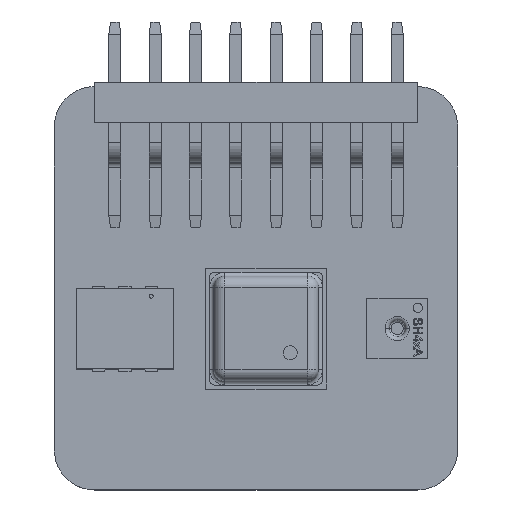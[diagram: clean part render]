
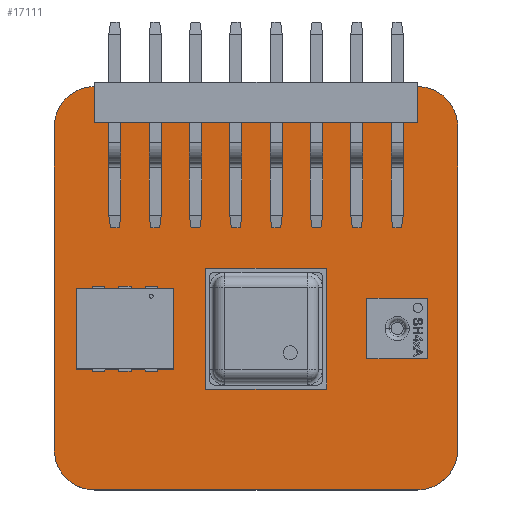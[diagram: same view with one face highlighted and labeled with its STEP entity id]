
A CAD part, top view. The second image highlights one B-rep face of the part: STEP entity #17111.
In plain terms, the highlighted planar face has unit normal (0, 0, 1).
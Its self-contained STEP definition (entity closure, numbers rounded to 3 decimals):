
#16718 = VERTEX_POINT('',#16719);
#16719 = CARTESIAN_POINT('',(9.,10.,1.6));
#16725 = EDGE_CURVE('',#16718,#16726,#16728,.T.);
#16726 = VERTEX_POINT('',#16727);
#16727 = CARTESIAN_POINT('',(9.998,9.098,1.6));
#16728 = CIRCLE('',#16729,0.998);
#16729 = AXIS2_PLACEMENT_3D('',#16730,#16731,#16732);
#16730 = CARTESIAN_POINT('',(9.004,9.002,1.6));
#16731 = DIRECTION('',(0.,0.,-1.));
#16732 = DIRECTION('',(-0.004,1.,0.));
#16758 = EDGE_CURVE('',#16726,#16759,#16761,.T.);
#16759 = VERTEX_POINT('',#16760);
#16760 = CARTESIAN_POINT('',(10.,9.,1.6));
#16761 = LINE('',#16762,#16763);
#16762 = CARTESIAN_POINT('',(9.998,9.098,1.6));
#16763 = VECTOR('',#16764,1.);
#16764 = DIRECTION('',(0.024,-1.,0.));
#16789 = EDGE_CURVE('',#16759,#16790,#16792,.T.);
#16790 = VERTEX_POINT('',#16791);
#16791 = CARTESIAN_POINT('',(10.,1.,1.6));
#16792 = LINE('',#16793,#16794);
#16793 = CARTESIAN_POINT('',(10.,9.,1.6));
#16794 = VECTOR('',#16795,1.);
#16795 = DIRECTION('',(0.,-1.,0.));
#16820 = EDGE_CURVE('',#16790,#16821,#16823,.T.);
#16821 = VERTEX_POINT('',#16822);
#16822 = CARTESIAN_POINT('',(9.098,0.002,1.6));
#16823 = CIRCLE('',#16824,0.998);
#16824 = AXIS2_PLACEMENT_3D('',#16825,#16826,#16827);
#16825 = CARTESIAN_POINT('',(9.002,0.996,1.6));
#16826 = DIRECTION('',(0.,0.,-1.));
#16827 = DIRECTION('',(1.,0.004,0.));
#16853 = EDGE_CURVE('',#16821,#16854,#16856,.T.);
#16854 = VERTEX_POINT('',#16855);
#16855 = CARTESIAN_POINT('',(9.,0.,1.6));
#16856 = LINE('',#16857,#16858);
#16857 = CARTESIAN_POINT('',(9.098,0.002,1.6));
#16858 = VECTOR('',#16859,1.);
#16859 = DIRECTION('',(-1.,-0.024,0.));
#16884 = EDGE_CURVE('',#16854,#16885,#16887,.T.);
#16885 = VERTEX_POINT('',#16886);
#16886 = CARTESIAN_POINT('',(1.,0.,1.6));
#16887 = LINE('',#16888,#16889);
#16888 = CARTESIAN_POINT('',(9.,0.,1.6));
#16889 = VECTOR('',#16890,1.);
#16890 = DIRECTION('',(-1.,0.,0.));
#16915 = EDGE_CURVE('',#16885,#16916,#16918,.T.);
#16916 = VERTEX_POINT('',#16917);
#16917 = CARTESIAN_POINT('',(0.002,0.902,1.6));
#16918 = CIRCLE('',#16919,0.998);
#16919 = AXIS2_PLACEMENT_3D('',#16920,#16921,#16922);
#16920 = CARTESIAN_POINT('',(0.996,0.998,1.6));
#16921 = DIRECTION('',(0.,0.,-1.));
#16922 = DIRECTION('',(0.004,-1.,0.));
#16948 = EDGE_CURVE('',#16916,#16949,#16951,.T.);
#16949 = VERTEX_POINT('',#16950);
#16950 = CARTESIAN_POINT('',(0.,1.,1.6));
#16951 = LINE('',#16952,#16953);
#16952 = CARTESIAN_POINT('',(0.002,0.902,1.6));
#16953 = VECTOR('',#16954,1.);
#16954 = DIRECTION('',(-0.024,1.,0.));
#16979 = EDGE_CURVE('',#16949,#16980,#16982,.T.);
#16980 = VERTEX_POINT('',#16981);
#16981 = CARTESIAN_POINT('',(0.,9.,1.6));
#16982 = LINE('',#16983,#16984);
#16983 = CARTESIAN_POINT('',(0.,1.,1.6));
#16984 = VECTOR('',#16985,1.);
#16985 = DIRECTION('',(0.,1.,0.));
#17010 = EDGE_CURVE('',#16980,#17011,#17013,.T.);
#17011 = VERTEX_POINT('',#17012);
#17012 = CARTESIAN_POINT('',(0.902,9.998,1.6));
#17013 = CIRCLE('',#17014,0.998);
#17014 = AXIS2_PLACEMENT_3D('',#17015,#17016,#17017);
#17015 = CARTESIAN_POINT('',(0.998,9.004,1.6));
#17016 = DIRECTION('',(0.,0.,-1.));
#17017 = DIRECTION('',(-1.,-0.004,-0.));
#17043 = EDGE_CURVE('',#17011,#17044,#17046,.T.);
#17044 = VERTEX_POINT('',#17045);
#17045 = CARTESIAN_POINT('',(1.,10.,1.6));
#17046 = LINE('',#17047,#17048);
#17047 = CARTESIAN_POINT('',(0.902,9.998,1.6));
#17048 = VECTOR('',#17049,1.);
#17049 = DIRECTION('',(1.,0.024,0.));
#17074 = EDGE_CURVE('',#17044,#16718,#17075,.T.);
#17075 = LINE('',#17076,#17077);
#17076 = CARTESIAN_POINT('',(1.,10.,1.6));
#17077 = VECTOR('',#17078,1.);
#17078 = DIRECTION('',(1.,0.,0.));
#17111 = ADVANCED_FACE('',(#17112),#17126,.T.);
#17112 = FACE_BOUND('',#17113,.F.);
#17113 = EDGE_LOOP('',(#17114,#17115,#17116,#17117,#17118,#17119,#17120,
    #17121,#17122,#17123,#17124,#17125));
#17114 = ORIENTED_EDGE('',*,*,#16725,.T.);
#17115 = ORIENTED_EDGE('',*,*,#16758,.T.);
#17116 = ORIENTED_EDGE('',*,*,#16789,.T.);
#17117 = ORIENTED_EDGE('',*,*,#16820,.T.);
#17118 = ORIENTED_EDGE('',*,*,#16853,.T.);
#17119 = ORIENTED_EDGE('',*,*,#16884,.T.);
#17120 = ORIENTED_EDGE('',*,*,#16915,.T.);
#17121 = ORIENTED_EDGE('',*,*,#16948,.T.);
#17122 = ORIENTED_EDGE('',*,*,#16979,.T.);
#17123 = ORIENTED_EDGE('',*,*,#17010,.T.);
#17124 = ORIENTED_EDGE('',*,*,#17043,.T.);
#17125 = ORIENTED_EDGE('',*,*,#17074,.T.);
#17126 = PLANE('',#17127);
#17127 = AXIS2_PLACEMENT_3D('',#17128,#17129,#17130);
#17128 = CARTESIAN_POINT('',(0.,0.,1.6));
#17129 = DIRECTION('',(0.,0.,1.));
#17130 = DIRECTION('',(1.,0.,-0.));
